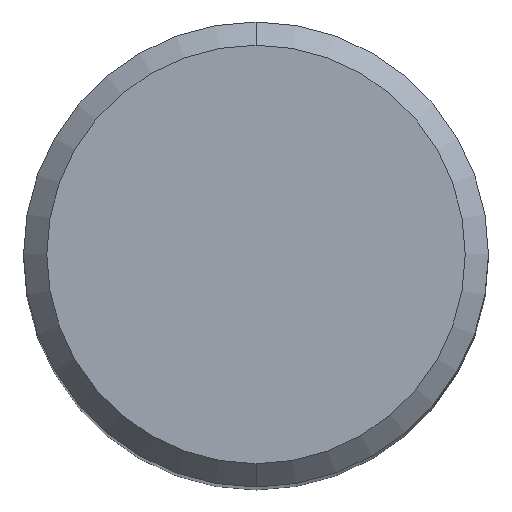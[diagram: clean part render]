
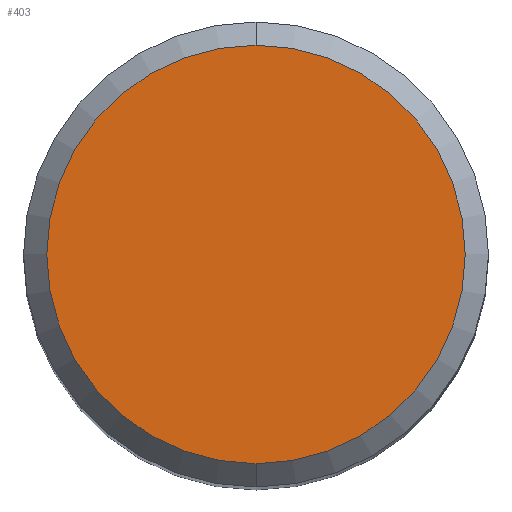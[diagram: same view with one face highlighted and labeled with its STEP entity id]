
A CAD part, top view. The second image highlights one B-rep face of the part: STEP entity #403.
In plain terms, the highlighted planar face has unit normal (0, 0, 1).
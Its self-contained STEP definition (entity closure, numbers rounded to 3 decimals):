
#269=EDGE_CURVE('',#357,#367,#584,.T.);
#357=VERTEX_POINT('',#685);
#367=VERTEX_POINT('',#698);
#403=ADVANCED_FACE('',(#735),#736,.T.);
#453=EDGE_CURVE('',#367,#357,#790,.T.);
#584=CIRCLE('',#1010,5.4);
#685=CARTESIAN_POINT('',(0.0,5.4,0.0));
#698=CARTESIAN_POINT('',(0.,-5.4,0.0));
#735=FACE_OUTER_BOUND('',#1373,.T.);
#736=PLANE('',#1374);
#790=CIRCLE('',#1496,5.4);
#1010=AXIS2_PLACEMENT_3D('',#1603,#1604,#1605);
#1373=EDGE_LOOP('',(#1804,#1805));
#1374=AXIS2_PLACEMENT_3D('',#1806,#1807,#1808);
#1496=AXIS2_PLACEMENT_3D('',#1863,#1864,#1865);
#1603=CARTESIAN_POINT('',(0.0,0.0,0.0));
#1604=DIRECTION('',(0.0,0.0,-1.0));
#1605=DIRECTION('',(0.0,1.0,0.0));
#1804=ORIENTED_EDGE('',*,*,#269,.F.);
#1805=ORIENTED_EDGE('',*,*,#453,.F.);
#1806=CARTESIAN_POINT('',(0.0,2.7,0.0));
#1807=DIRECTION('',(-0.0,0.0,1.0));
#1808=DIRECTION('',(0.0,-1.0,0.0));
#1863=CARTESIAN_POINT('',(0.0,0.0,0.0));
#1864=DIRECTION('',(0.0,0.0,-1.0));
#1865=DIRECTION('',(0.0,1.0,0.0));
